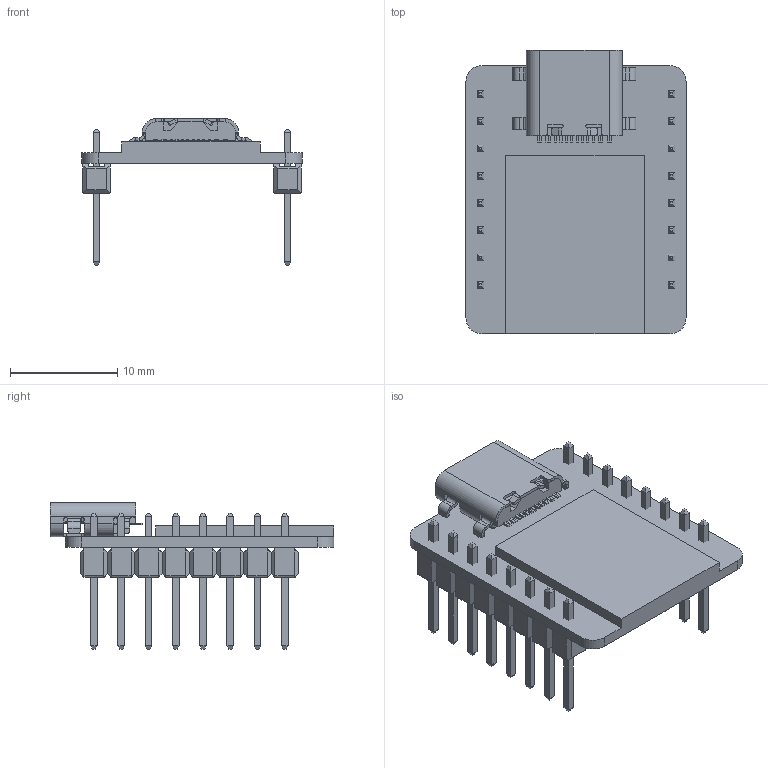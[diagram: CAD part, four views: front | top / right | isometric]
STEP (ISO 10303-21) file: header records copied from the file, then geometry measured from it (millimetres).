
FILE_DESCRIPTION(/* description */ (''),/* implementation_level */ '2;1');
FILE_NAME(/* name */ 'beetle ESP32-C3.step',/* time_stamp */ '2022-12-12T13:35:52+01:00',/* author */ (''),/* organization */ (''),/* preprocessor_version */ 'ST-DEVELOPER v19.2',/* originating_system */ 'Autodesk Translation Framework v11.17.0.187',/* authorisation */ '');
FILE_SCHEMA (('AUTOMOTIVE_DESIGN { 1 0 10303 214 3 1 1 }'));
Length unit declared in the file: millimetre
Products named in the file (5): beetle ESP32-C3; Pin Header 1x8 TH Pitch 2.54mm; USB TYPE-C-31-M-14; Shroud; Plastic Body & Connector
Assembly tree (5 placements, depth 3):
  beetle ESP32-C3
    Pin Header 1x8 TH Pitch 2.54mm  x2
    USB TYPE-C-31-M-14
      Shroud
      Plastic Body & Connector
Bounding box: 20.5 x 26.43 x 13.66 mm (x, y, z)
Volume: 922 mm3; surface area: 2746.6 mm2
Topology: 19 solids, 35 shells, 1094 faces, 2913 edges, 1831 vertices
Faces by surface type: plane 924, cylinder 152, bspline 12, cone 6
Full cylindrical faces by diameter (mm): 0.6 x2
Entity records: 25375 total; most frequent: CARTESIAN_POINT 4754, ORIENTED_EDGE 4266, DIRECTION 4057, EDGE_CURVE 2161, LINE 1821, VECTOR 1821, VERTEX_POINT 1351, AXIS2_PLACEMENT_3D 1118
